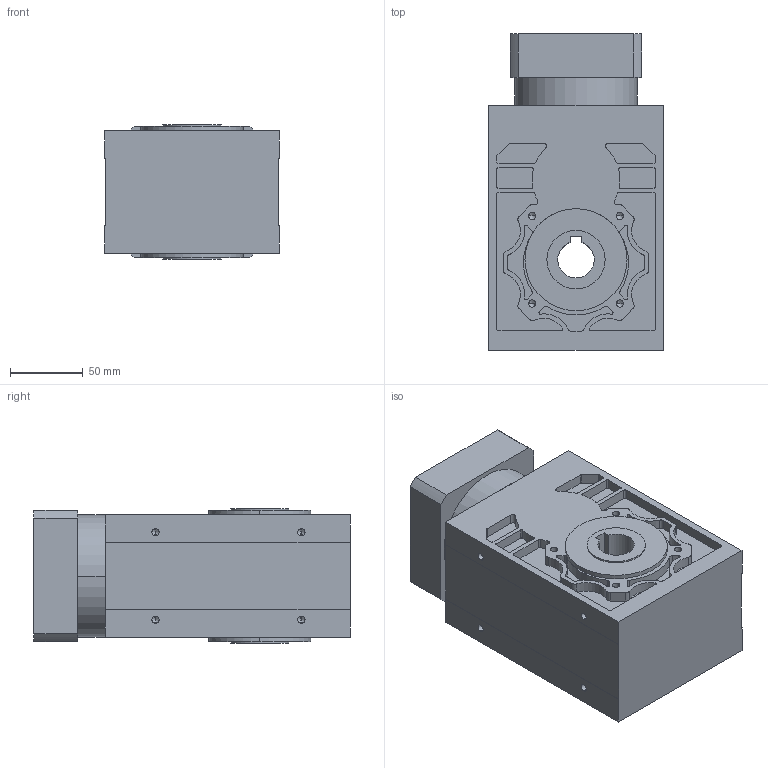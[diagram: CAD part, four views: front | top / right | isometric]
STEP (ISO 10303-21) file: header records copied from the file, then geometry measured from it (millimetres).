
FILE_DESCRIPTION((''),'2;1');
FILE_NAME('AT120-S3-80','2022-06-29T10:15:31',('Administrator'),(''),'CREO PARAMETRIC BY PTC INC, 2019010','CREO PARAMETRIC BY PTC INC, 2019010','');
FILE_SCHEMA(('CONFIG_CONTROL_DESIGN'));
Length unit declared in the file: millimetre
Products named in the file (1): AT120-S3-80
Bounding box: 120 x 217 x 92 mm (x, y, z)
Volume: 1879124.1 mm3; surface area: 153043.1 mm2
Topology: 1 solids, 1 shells, 386 faces, 1196 edges, 814 vertices
Faces by surface type: cylinder 219, plane 127, cone 40
Entity records: 13558 total; most frequent: DIRECTION 2524, CARTESIAN_POINT 2380, ORIENTED_EDGE 2312, EDGE_CURVE 1156, AXIS2_PLACEMENT_3D 986, VERTEX_POINT 814, CIRCLE 600, VECTOR 552
